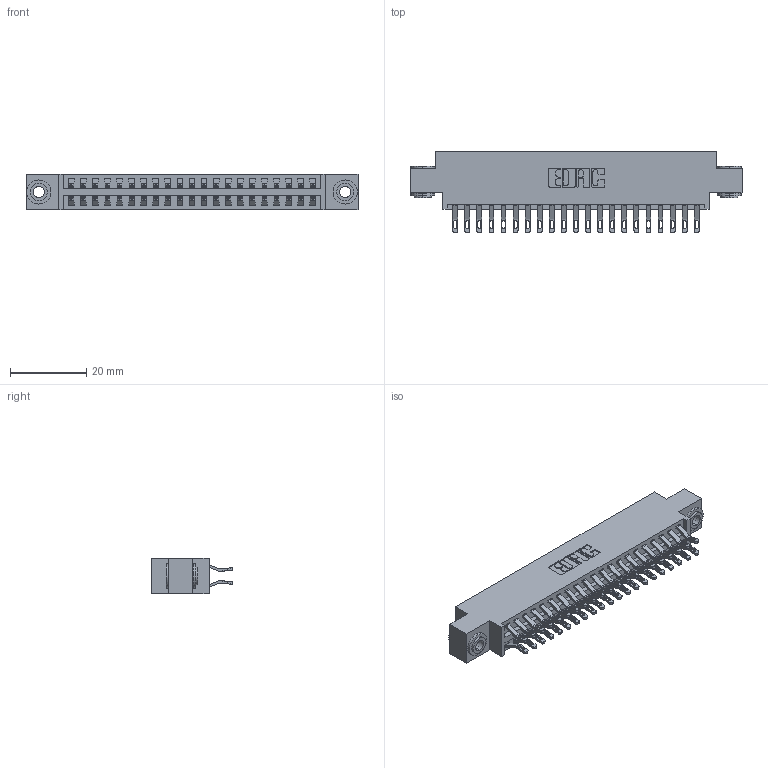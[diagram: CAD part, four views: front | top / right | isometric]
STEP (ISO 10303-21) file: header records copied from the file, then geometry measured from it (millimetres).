
FILE_DESCRIPTION (( 'STEP AP203' ), '1' );
FILE_NAME ('346-042-555-803.STEP', '2022-05-20T04:58:45', ( '' ), ( '' ), 'SwSTEP 2.0', 'SolidWorks 2020', '' );
FILE_SCHEMA (( 'CONFIG_CONTROL_DESIGN' ));
Length unit declared in the file: inch
Products named in the file (4): 346-042-555-803; 346 Part_0.170 Offset - 0.156 Dia-TH; 345-292-001_555 Tail; 345-250-002_345-250-002-102
Assembly tree (45 placements, depth 2):
  346-042-555-803
    346 Part_0.170 Offset - 0.156 Dia-TH
    345-292-001_555 Tail  x42
    345-250-002_345-250-002-102  x2
Bounding box: 87.25 x 21.46 x 9.4 mm (x, y, z)
Volume: 8313.3 mm3; surface area: 11959.7 mm2
Topology: 45 solids, 45 shells, 2614 faces, 8139 edges, 5422 vertices
Faces by surface type: plane 1490, cylinder 1116, cone 8
Entity records: 18056 total; most frequent: CARTESIAN_POINT 3023, ORIENTED_EDGE 2918, DIRECTION 2713, EDGE_CURVE 1459, VECTOR 1199, LINE 1199, VERTEX_POINT 970, AXIS2_PLACEMENT_3D 757
